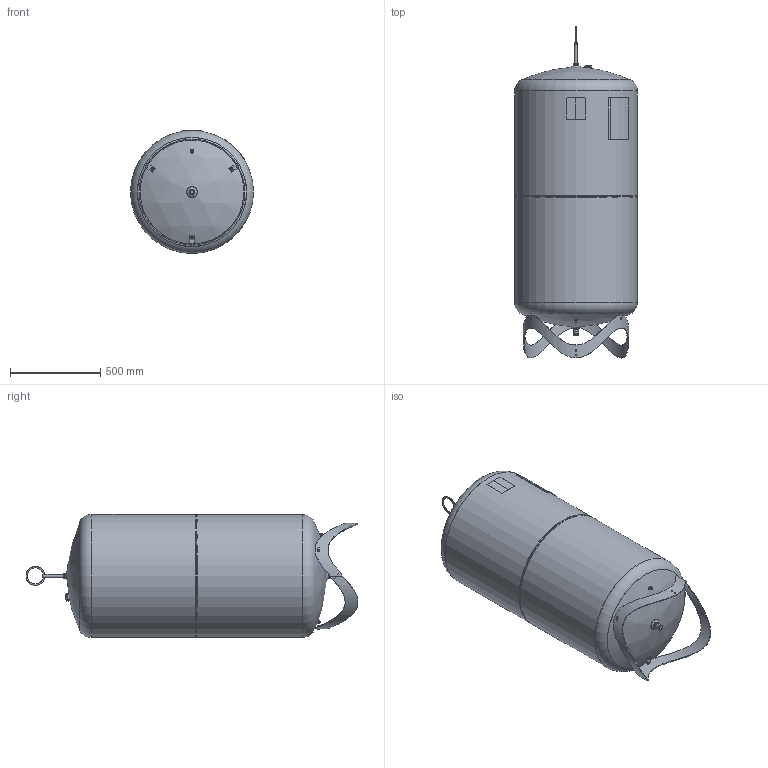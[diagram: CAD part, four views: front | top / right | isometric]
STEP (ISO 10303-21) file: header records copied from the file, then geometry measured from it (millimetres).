
FILE_DESCRIPTION((''),'2;1');
FILE_NAME('7101013_3D_1002_00_DE_FR_IT_EN_NL_UPD.stp','2015-01-08T09:59:10',('SCG'),(''),'Autodesk Inventor 2013','Autodesk Inventor 2013','');
FILE_SCHEMA(('AUTOMOTIVE_DESIGN { 1 0 10303 214 1 1 1 1 }'));
Length unit declared in the file: millimetre
Products named in the file (1): 119438
Bounding box: 680 x 1835.44 x 680.3 mm (x, y, z)
Volume: 32217807.8 mm3; surface area: 9299766 mm2
Topology: 11 solids, 12 shells, 424 faces, 1099 edges, 706 vertices
Faces by surface type: plane 193, cylinder 114, cone 51, bspline 29, torus 29, sphere 7, revolution 1
Full cylindrical faces by diameter (mm): 4 x20, 7.5 x2, 8 x7, 8.4 x1, 9 x5, 10 x3, 11.027 x1, 12.6 x1, 14 x1, 14.95 x1, 17.2 x1, 18 x1, 20 x2, 24.117 x1, 26.44 x1, 26.5 x1, 26.8 x5, 27 x2, 29.8 x4, 30 x1, 32 x1, 33 x2, 33.3 x1, 40 x1, 41 x1, 45 x1, 55 x1, 58 x1, 573 x1, 583 x1
Entity records: 15975 total; most frequent: CARTESIAN_POINT 5928, DIRECTION 1946, ORIENTED_EDGE 1842, EDGE_CURVE 921, AXIS2_PLACEMENT_3D 810, EDGE_LOOP 670, VERTEX_POINT 667, FACE_OUTER_BOUND 423
